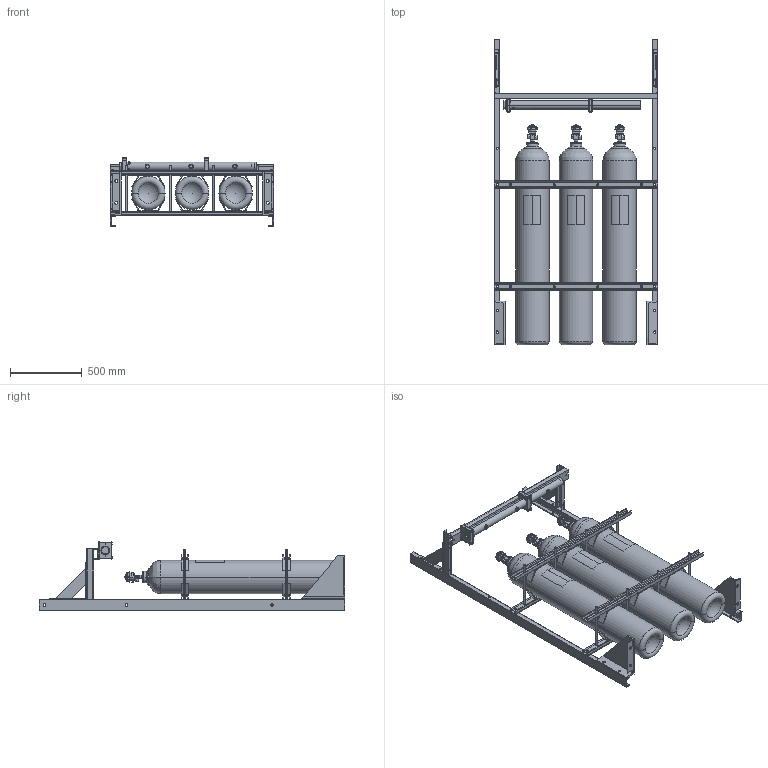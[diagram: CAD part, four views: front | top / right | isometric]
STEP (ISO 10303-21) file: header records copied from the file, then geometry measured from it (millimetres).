
FILE_DESCRIPTION (( 'STEP AP214' ), '1' );
FILE_NAME ('Cylinder Storage Rack, 49L, Structural, Red Painted (3 cylinder 3x1) Three Cylinders.STEP', '2020-04-30T14:58:54', ( '' ), ( '' ), 'SwSTEP 2.0', 'SolidWorks 2019', '' );
FILE_SCHEMA (( 'AUTOMOTIVE_DESIGN' ));
Length unit declared in the file: inch
Products named in the file (28): P-000-950-110(-06).stp; 470B0020_PLATE.stp; CLAMP_MCMASTER-CARR_3015T315.stp; P-000-950-057.stp; P-000-950-058.stp; P-000-950-081.stp; P-000-950-092.stp; Tank_49L.stp; P-000-950-094.stp; V_MULLER_470B0020.stp; Manifold _Port.stp; 8BC300-25E_CYLINDER.stp; PLUG_HEX HD_0.250 NPT M_CL 3000_ALY STL_GALV.stp; P-000-950-085.stp; Cylinder Storage Rack, 49L, Structural, Red Painted (3 cylinder 3x1) Three Cylinders; P-000-950-098.stp; 470B0020_HANDLE.stp; Cylinder Storage Rack, 49L, Structural, Red Painted (3 cylinder 3x1) Three Cylinders.stp; Z-000-950-115_AS-01.stp; 470B0020_HEX NUT.stp; PLUG_HEX HD_1.500 NPT M_CL 3000_ALY STL_GALV.stp; P-000-950-083.stp; P-000-950-088.stp; 470B0020_HOUSING.stp
Assembly tree (54 placements, depth 5):
  Cylinder Storage Rack, 49L, Structural, Red Painted (3 cylinder 3x1) Three Cylinders
    Cylinder Storage Rack, 49L, Structural, Red Painted (3 cylinder 3x1) Three Cylinders.stp
      P-000-950-094.stp
        CLAMP_MCMASTER-CARR_3015T315.stp  x2
        P-000-950-092.stp
      Tank_49L.stp
        V_MULLER_470B0020.stp
          470B0020_HOUSING.stp
          470B0020_PLATE.stp
          470B0020_HANDLE.stp
          470B0020_HEX NUT.stp
        8BC300-25E_CYLINDER.stp
        Z-000-950-115_AS-01.stp
      Tank_49L.stp
        V_MULLER_470B0020.stp
          470B0020_HOUSING.stp
          470B0020_PLATE.stp
          470B0020_HANDLE.stp
          470B0020_HEX NUT.stp
        8BC300-25E_CYLINDER.stp
        Z-000-950-115_AS-01.stp
      Tank_49L.stp
        V_MULLER_470B0020.stp
          470B0020_HOUSING.stp
          470B0020_PLATE.stp
          470B0020_HANDLE.stp
          470B0020_HEX NUT.stp
        8BC300-25E_CYLINDER.stp
        Z-000-950-115_AS-01.stp
      Manifold _Port.stp
        PLUG_HEX HD_1.500 NPT M_CL 3000_ALY STL_GALV.stp
        PLUG_HEX HD_0.250 NPT M_CL 3000_ALY STL_GALV.stp  x2
        P-000-950-110(-06).stp
      P-000-950-081.stp  x2
      P-000-950-098.stp  x4
      P-000-950-083.stp  x2
      P-000-950-085.stp  x2
      P-000-950-057.stp
      P-000-950-058.stp
      P-000-950-088.stp  x8
Bounding box: 1143.25 x 2133.6 x 481.01 mm (x, y, z)
Volume: 34372293.4 mm3; surface area: 10628237.5 mm2
Topology: 80 solids, 80 shells, 2218 faces, 5471 edges, 3467 vertices
Faces by surface type: plane 851, cylinder 632, cone 348, bspline 258, torus 111, sphere 18
Entity records: 39942 total; most frequent: CARTESIAN_POINT 18527, ORIENTED_EDGE 4230, DIRECTION 4092, EDGE_CURVE 2115, AXIS2_PLACEMENT_3D 1582, VERTEX_POINT 1349, EDGE_LOOP 1010, VECTOR 928
